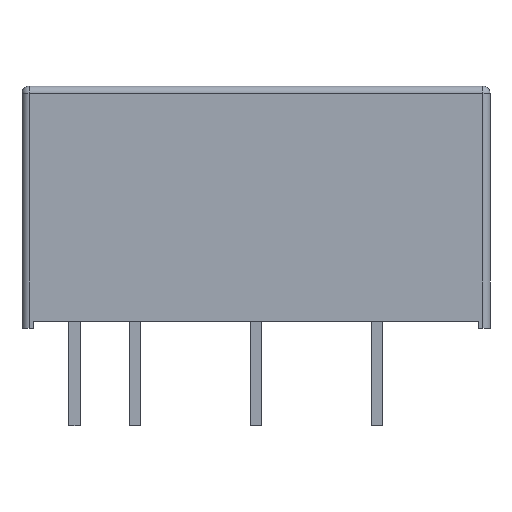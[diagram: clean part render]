
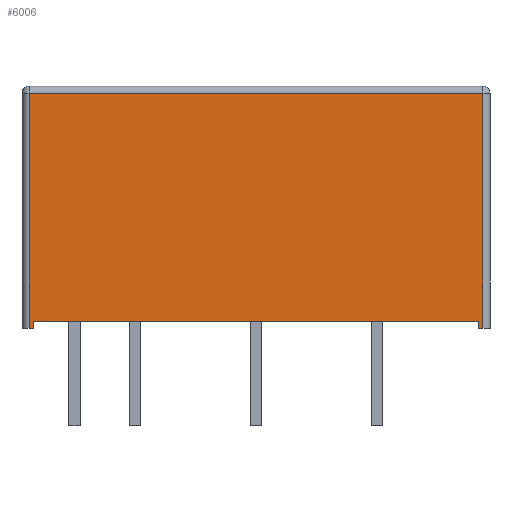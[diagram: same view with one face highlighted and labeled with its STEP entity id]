
A CAD part, front view. The second image highlights one B-rep face of the part: STEP entity #6006.
In plain terms, the highlighted planar face has unit normal (0, -1, 0).
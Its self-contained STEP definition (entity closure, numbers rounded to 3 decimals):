
#396=PLANE('',#6383);
#841=FACE_OUTER_BOUND('',#1192,.T.);
#1192=EDGE_LOOP('',(#4504,#4505,#4506,#4507,#4508,#4509,#4510,#4511));
#1622=LINE('',#8431,#2249);
#1673=LINE('',#8763,#2300);
#1682=LINE('',#8783,#2309);
#1683=LINE('',#8785,#2310);
#1684=LINE('',#8787,#2311);
#1685=LINE('',#8789,#2312);
#1686=LINE('',#8790,#2313);
#1687=LINE('',#8791,#2314);
#2249=VECTOR('',#6832,1000.);
#2300=VECTOR('',#6887,1000.);
#2309=VECTOR('',#6904,1000.);
#2310=VECTOR('',#6905,1000.);
#2311=VECTOR('',#6906,1000.);
#2312=VECTOR('',#6907,1000.);
#2313=VECTOR('',#6908,1000.);
#2314=VECTOR('',#6909,1000.);
#2973=VERTEX_POINT('',#8429);
#2974=VERTEX_POINT('',#8430);
#3036=VERTEX_POINT('',#8760);
#3037=VERTEX_POINT('',#8762);
#3044=VERTEX_POINT('',#8782);
#3045=VERTEX_POINT('',#8784);
#3046=VERTEX_POINT('',#8786);
#3047=VERTEX_POINT('',#8788);
#3552=EDGE_CURVE('',#2973,#2974,#1622,.T.);
#3616=EDGE_CURVE('',#3037,#3036,#1673,.T.);
#3626=EDGE_CURVE('',#3036,#3044,#1682,.T.);
#3627=EDGE_CURVE('',#3044,#3045,#1683,.T.);
#3628=EDGE_CURVE('',#3045,#3046,#1684,.T.);
#3629=EDGE_CURVE('',#3046,#3047,#1685,.T.);
#3630=EDGE_CURVE('',#2974,#3047,#1686,.T.);
#3631=EDGE_CURVE('',#3037,#2973,#1687,.T.);
#4504=ORIENTED_EDGE('',*,*,#3616,.T.);
#4505=ORIENTED_EDGE('',*,*,#3626,.T.);
#4506=ORIENTED_EDGE('',*,*,#3627,.T.);
#4507=ORIENTED_EDGE('',*,*,#3628,.T.);
#4508=ORIENTED_EDGE('',*,*,#3629,.T.);
#4509=ORIENTED_EDGE('',*,*,#3630,.F.);
#4510=ORIENTED_EDGE('',*,*,#3552,.F.);
#4511=ORIENTED_EDGE('',*,*,#3631,.F.);
#6006=ADVANCED_FACE('',(#841),#396,.F.);
#6383=AXIS2_PLACEMENT_3D('',#8781,#6902,#6903);
#6832=DIRECTION('',(-1.,0.,0.));
#6887=DIRECTION('',(1.,0.,0.));
#6902=DIRECTION('center_axis',(0.,1.,0.));
#6903=DIRECTION('ref_axis',(0.,0.,1.));
#6904=DIRECTION('',(0.,0.,1.));
#6905=DIRECTION('',(-1.,0.,0.));
#6906=DIRECTION('',(0.,0.,-1.));
#6907=DIRECTION('',(1.,0.,0.));
#6908=DIRECTION('',(0.,0.,-1.));
#6909=DIRECTION('',(0.,0.,1.));
#8429=CARTESIAN_POINT('',(9.325,-6.15,0.3));
#8430=CARTESIAN_POINT('',(-9.325,-6.15,0.3));
#8431=CARTESIAN_POINT('',(-9.325,-6.15,0.3));
#8760=CARTESIAN_POINT('',(9.525,-6.15,0.));
#8762=CARTESIAN_POINT('',(9.325,-6.15,0.));
#8763=CARTESIAN_POINT('',(-9.825,-6.15,0.));
#8781=CARTESIAN_POINT('Origin',(-9.825,-6.15,10.16));
#8782=CARTESIAN_POINT('',(9.525,-6.15,9.86));
#8783=CARTESIAN_POINT('',(9.525,-6.15,10.16));
#8784=CARTESIAN_POINT('',(-9.525,-6.15,9.86));
#8785=CARTESIAN_POINT('',(-9.825,-6.15,9.86));
#8786=CARTESIAN_POINT('',(-9.525,-6.15,0.));
#8787=CARTESIAN_POINT('',(-9.525,-6.15,10.16));
#8788=CARTESIAN_POINT('',(-9.325,-6.15,0.));
#8789=CARTESIAN_POINT('',(-9.825,-6.15,0.));
#8790=CARTESIAN_POINT('',(-9.325,-6.15,-0.3));
#8791=CARTESIAN_POINT('',(9.325,-6.15,-0.3));
